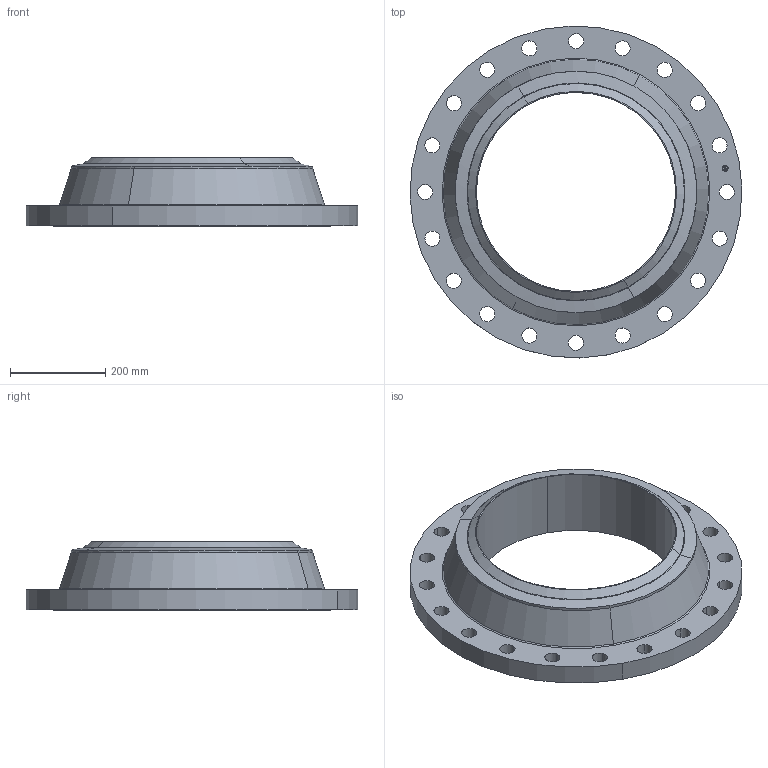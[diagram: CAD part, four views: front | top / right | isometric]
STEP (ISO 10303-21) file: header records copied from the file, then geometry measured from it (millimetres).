
FILE_DESCRIPTION(('3D STEP'),'2;1');
FILE_NAME('20-150-WELD-NECK-RF-140-FLANGE.stp','2013-01-26T06:02:26+00:00',('Texas Flange'),(''),'CATIA Version 5 Release 20 SP 6 (IN-10)','CATIA V5 STEP AP214','800-826-3801');
FILE_SCHEMA(('AUTOMOTIVE_DESIGN { 1 0 10303 214 1 1 1 1 }'));
Length unit declared in the file: inch
Products named in the file (1): 20-150-WELD-NECK-RF-140-FLANGE
Bounding box: 698.31 x 698.31 x 144.34 mm (x, y, z)
Volume: 17113170.7 mm3; surface area: 934429.1 mm2
Topology: 1 solids, 1 shells, 447 faces, 1270 edges, 844 vertices
Faces by surface type: plane 369, cylinder 68, cone 6, torus 4
Entity records: 16626 total; most frequent: ORIENTED_EDGE 2540, CARTESIAN_POINT 2499, DIRECTION 2038, EDGE_CURVE 1270, VECTOR 1118, LINE 1118, VERTEX_POINT 844, AXIS2_PLACEMENT_3D 537
